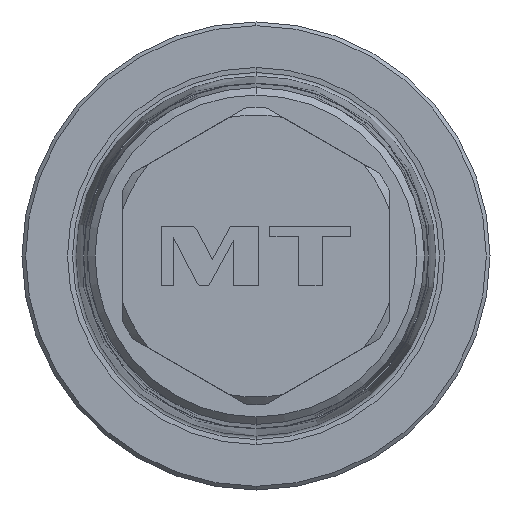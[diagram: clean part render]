
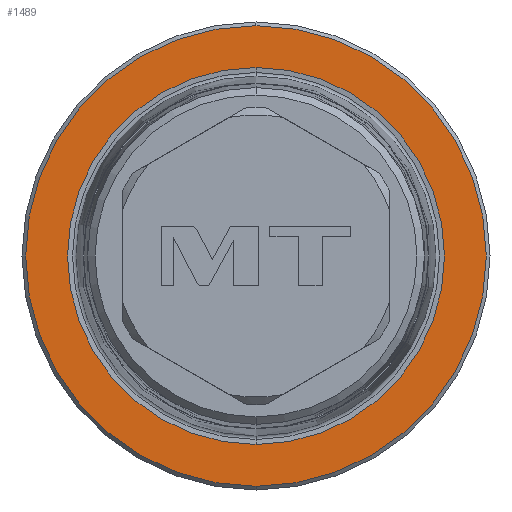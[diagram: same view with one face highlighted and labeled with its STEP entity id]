
A CAD part, front view. The second image highlights one B-rep face of the part: STEP entity #1489.
In plain terms, the highlighted planar face has unit normal (0, -1, 0).
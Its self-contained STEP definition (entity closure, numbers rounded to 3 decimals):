
#136=CARTESIAN_POINT('',(0.,0.,0.));
#137=DIRECTION('',(0.,1.,0.));
#138=DIRECTION('',(0.,0.,-1.));
#139=AXIS2_PLACEMENT_3D('',#136,#137,#138);
#141=CARTESIAN_POINT('',(0.,0.,0.));
#142=DIRECTION('',(0.,1.,0.));
#143=DIRECTION('',(0.,0.,1.));
#144=AXIS2_PLACEMENT_3D('',#141,#142,#143);
#146=CARTESIAN_POINT('',(0.,0.,0.));
#147=DIRECTION('',(0.,-1.,0.));
#148=DIRECTION('',(0.,0.,1.));
#149=AXIS2_PLACEMENT_3D('',#146,#147,#148);
#151=CARTESIAN_POINT('',(0.,0.,0.));
#152=DIRECTION('',(0.,-1.,0.));
#153=DIRECTION('',(0.,0.,-1.));
#154=AXIS2_PLACEMENT_3D('',#151,#152,#153);
#989=CARTESIAN_POINT('',(0.,0.,-31.));
#990=CARTESIAN_POINT('',(0.,0.,31.));
#991=VERTEX_POINT('',#989);
#992=VERTEX_POINT('',#990);
#1093=CARTESIAN_POINT('',(0.,0.,25.374));
#1094=CARTESIAN_POINT('',(0.,0.,-25.374));
#1095=VERTEX_POINT('',#1093);
#1096=VERTEX_POINT('',#1094);
#1474=CARTESIAN_POINT('',(0.,0.,0.));
#1475=DIRECTION('',(0.,-1.,0.));
#1476=DIRECTION('',(0.,0.,-1.));
#1477=AXIS2_PLACEMENT_3D('',#1474,#1475,#1476);
#1478=PLANE('',#1477);
#1479=ORIENTED_EDGE('',*,*,#1456,.T.);
#1480=ORIENTED_EDGE('',*,*,#1441,.T.);
#1481=EDGE_LOOP('',(#1479,#1480));
#1482=FACE_OUTER_BOUND('',#1481,.F.);
#1484=ORIENTED_EDGE('',*,*,#1483,.T.);
#1486=ORIENTED_EDGE('',*,*,#1485,.T.);
#1487=EDGE_LOOP('',(#1484,#1486));
#1488=FACE_BOUND('',#1487,.F.);
#1489=ADVANCED_FACE('',(#1482,#1488),#1478,.T.);
#140=CIRCLE('',#139,31.);
#145=CIRCLE('',#144,31.);
#150=CIRCLE('',#149,25.374);
#155=CIRCLE('',#154,25.374);
#1441=EDGE_CURVE('',#992,#991,#145,.T.);
#1456=EDGE_CURVE('',#991,#992,#140,.T.);
#1483=EDGE_CURVE('',#1095,#1096,#150,.T.);
#1485=EDGE_CURVE('',#1096,#1095,#155,.T.);
